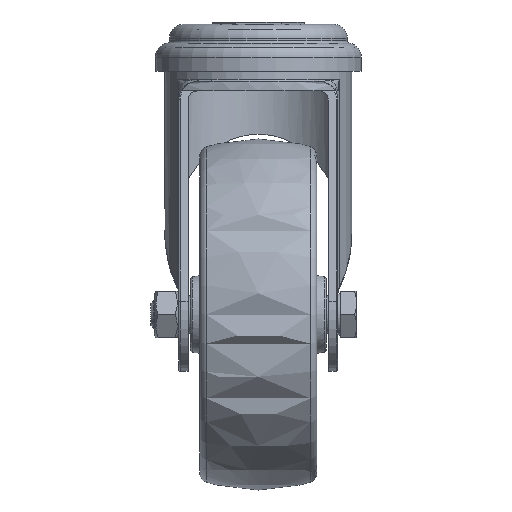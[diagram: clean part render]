
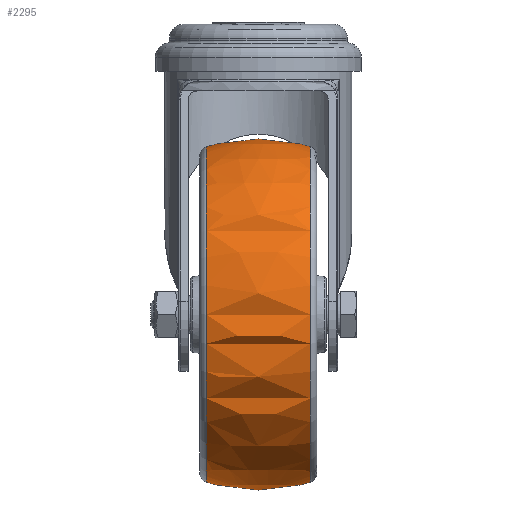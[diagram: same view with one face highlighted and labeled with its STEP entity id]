
A CAD part, left-side view. The second image highlights one B-rep face of the part: STEP entity #2295.
In plain terms, the highlighted spherical face has radius 37.5 mm.
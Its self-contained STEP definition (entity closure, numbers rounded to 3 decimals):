
#62=SPHERICAL_SURFACE($,#2610,37.5);
#500=FACE_BOUND($,#908,.T.);
#501=FACE_BOUND($,#909,.T.);
#908=EDGE_LOOP($,(#1994));
#909=EDGE_LOOP($,(#1995));
#1085=CIRCLE($,#2609,35.822);
#1086=CIRCLE($,#2611,35.822);
#1268=VERTEX_POINT($,#4338);
#1269=VERTEX_POINT($,#4341);
#1520=EDGE_CURVE($,#1268,#1268,#1085,.T.);
#1521=EDGE_CURVE($,#1269,#1269,#1086,.T.);
#1994=ORIENTED_EDGE($,*,*,#1521,.F.);
#1995=ORIENTED_EDGE($,*,*,#1520,.T.);
#2295=ADVANCED_FACE($,(#500,#501),#62,.T.);
#2609=AXIS2_PLACEMENT_3D($,#4339,#3259,#3260);
#2610=AXIS2_PLACEMENT_3D($,#4340,#3261,#3262);
#2611=AXIS2_PLACEMENT_3D($,#4342,#3263,#3264);
#3259=DIRECTION('center_axis',(1.,0.,0.));
#3260=DIRECTION('ref_axis',(0.,1.,0.));
#3261=DIRECTION('center_axis',(0.,0.,1.));
#3262=DIRECTION('ref_axis',(1.,0.,0.));
#3263=DIRECTION('center_axis',(1.,0.,0.));
#3264=DIRECTION('ref_axis',(0.,1.,0.));
#4338=CARTESIAN_POINT('',(-11.092,35.822,0.));
#4339=CARTESIAN_POINT('Origin',(-11.092,0.,0.));
#4340=CARTESIAN_POINT('Origin',(0.,0.,0.));
#4341=CARTESIAN_POINT('',(11.092,35.822,0.));
#4342=CARTESIAN_POINT('Origin',(11.092,0.,0.));
